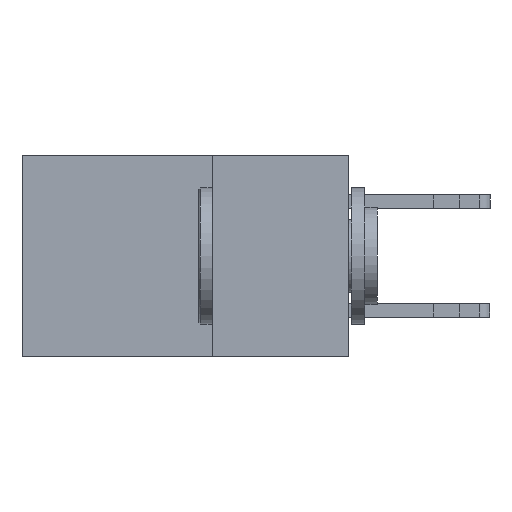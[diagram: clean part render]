
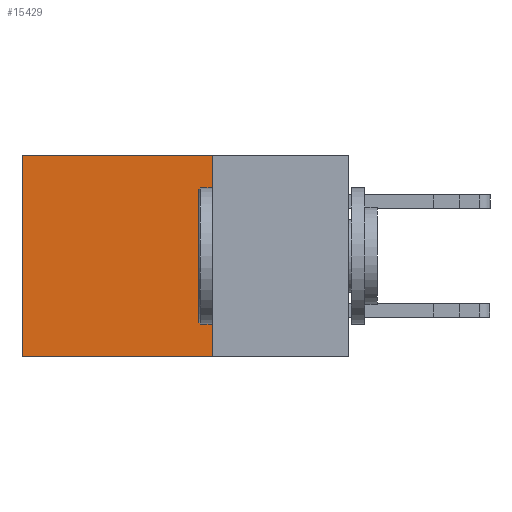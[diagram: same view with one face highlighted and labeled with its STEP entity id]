
A CAD part, left-side view. The second image highlights one B-rep face of the part: STEP entity #15429.
In plain terms, the highlighted planar face has unit normal (-1, 0, 0).
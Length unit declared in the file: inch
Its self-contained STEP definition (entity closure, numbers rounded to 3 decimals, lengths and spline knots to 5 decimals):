
#251 = ORIENTED_EDGE ( 'NONE', *, *, #12198, .T. ) ;
#268 = DIRECTION ( 'NONE',  ( 0., 1., 0. ) ) ;
#411 = EDGE_CURVE ( 'NONE', #9519, #9691, #15949, .T. ) ;
#490 = FACE_OUTER_BOUND ( 'NONE', #8861, .T. ) ;
#672 = LINE ( 'NONE', #7404, #6978 ) ;
#2320 = VECTOR ( 'NONE', #13247, 39.37008 ) ;
#2720 = LINE ( 'NONE', #5713, #2320 ) ;
#2755 = CARTESIAN_POINT ( 'NONE',  ( 0.298, 0.25, 0. ) ) ;
#4274 = VERTEX_POINT ( 'NONE', #6071 ) ;
#4957 = AXIS2_PLACEMENT_3D ( 'NONE', #14402, #6821, #15664 ) ;
#5112 = EDGE_CURVE ( 'NONE', #9519, #14241, #672, .T. ) ;
#5529 = CARTESIAN_POINT ( 'NONE',  ( 0.298, 0.25, 0. ) ) ;
#5534 = ORIENTED_EDGE ( 'NONE', *, *, #411, .T. ) ;
#5713 = CARTESIAN_POINT ( 'NONE',  ( 0.298, 0.6, 0. ) ) ;
#5846 = LINE ( 'NONE', #12838, #12102 ) ;
#6071 = CARTESIAN_POINT ( 'NONE',  ( 0.298, 0.6, -0.37 ) ) ;
#6821 = DIRECTION ( 'NONE',  ( 1., 0., 0. ) ) ;
#6978 = VECTOR ( 'NONE', #9371, 39.37008 ) ;
#7036 = CARTESIAN_POINT ( 'NONE',  ( 0.298, 0.25, -0.37 ) ) ;
#7404 = CARTESIAN_POINT ( 'NONE',  ( 0.298, 0.25, 0. ) ) ;
#8861 = EDGE_LOOP ( 'NONE', ( #251, #13767, #13278, #5534 ) ) ;
#9046 = CARTESIAN_POINT ( 'NONE',  ( 0.298, 0.6, 0. ) ) ;
#9173 = VECTOR ( 'NONE', #11526, 39.37008 ) ;
#9272 = PLANE ( 'NONE',  #4957 ) ;
#9371 = DIRECTION ( 'NONE',  ( 0., 0., -1. ) ) ;
#9519 = VERTEX_POINT ( 'NONE', #5529 ) ;
#9691 = VERTEX_POINT ( 'NONE', #9046 ) ;
#11526 = DIRECTION ( 'NONE',  ( 0., 1., 0. ) ) ;
#12102 = VECTOR ( 'NONE', #268, 39.37008 ) ;
#12198 = EDGE_CURVE ( 'NONE', #9691, #4274, #2720, .T. ) ;
#12838 = CARTESIAN_POINT ( 'NONE',  ( 0.298, 0.25, -0.37 ) ) ;
#13247 = DIRECTION ( 'NONE',  ( 0., 0., -1. ) ) ;
#13278 = ORIENTED_EDGE ( 'NONE', *, *, #5112, .F. ) ;
#13767 = ORIENTED_EDGE ( 'NONE', *, *, #13979, .F. ) ;
#13979 = EDGE_CURVE ( 'NONE', #14241, #4274, #5846, .T. ) ;
#14241 = VERTEX_POINT ( 'NONE', #7036 ) ;
#14402 = CARTESIAN_POINT ( 'NONE',  ( 0.298, 0.25, 0. ) ) ;
#15429 = ADVANCED_FACE ( 'NONE', ( #490 ), #9272, .F. ) ;
#15664 = DIRECTION ( 'NONE',  ( 0., 0., -1. ) ) ;
#15949 = LINE ( 'NONE', #2755, #9173 ) ;
